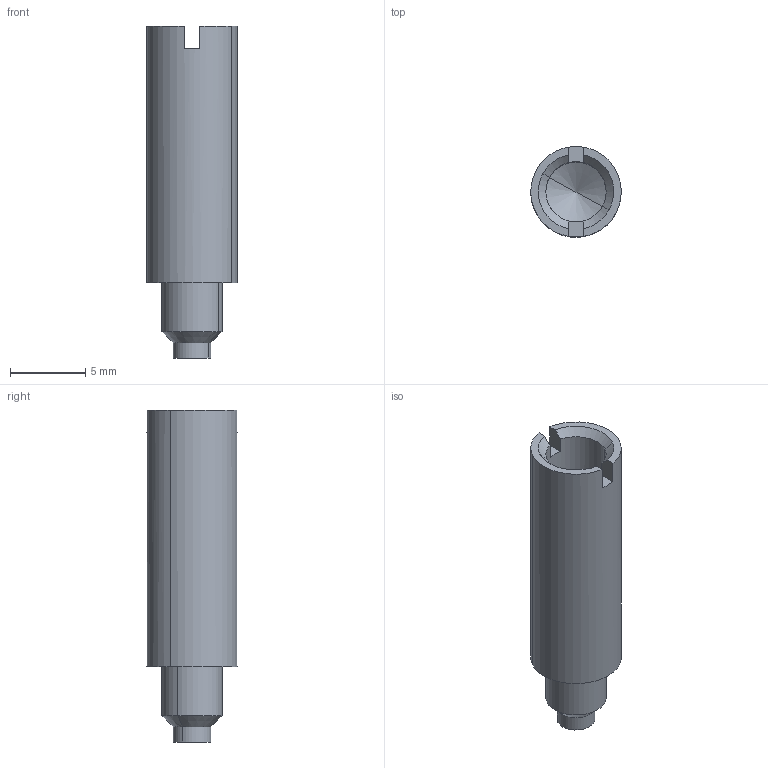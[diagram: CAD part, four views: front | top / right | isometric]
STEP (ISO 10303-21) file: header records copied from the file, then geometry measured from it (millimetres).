
FILE_DESCRIPTION(('CATIA V5R24 STEP','CAx-IF Rec.Pracs.--- Model Styling and Organization---1.2---2011-12-15'),'2;1');
FILE_NAME ('001096-1_1_0147100000_0147100000.stp','2018-08-27T06:05:35+00:00',('none'),('Weidmueller'),'CATIA Version 5-6 Release 2014 SP4 HF52','CATIA V5 STEP AP214','none');
FILE_SCHEMA(('AUTOMOTIVE_DESIGN { 1 0 10303 214 1 1 1 1 }'));
Length unit declared in the file: millimetre
Products named in the file (1): 0147100000
Bounding box: 6 x 6 x 22 mm (x, y, z)
Volume: 327.7 mm3; surface area: 626.6 mm2
Topology: 1 solids, 1 shells, 30 faces, 72 edges, 43 vertices
Faces by surface type: plane 10, cone 10, cylinder 8, torus 2
Entity records: 800 total; most frequent: CARTESIAN_POINT 150, ORIENTED_EDGE 140, DIRECTION 102, EDGE_CURVE 70, AXIS2_PLACEMENT_3D 53, VERTEX_POINT 43, CIRCLE 34, VECTOR 32
